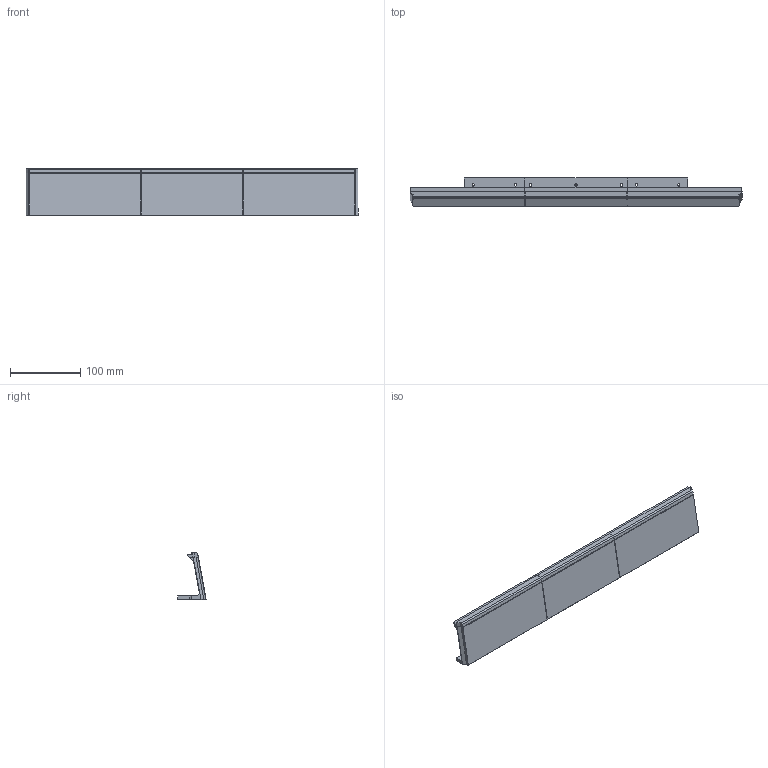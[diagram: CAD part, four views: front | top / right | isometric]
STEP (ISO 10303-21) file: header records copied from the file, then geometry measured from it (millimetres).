
FILE_DESCRIPTION(/* description */ (''),/* implementation_level */ '2;1');
FILE_NAME(/* name */ '350BlankSkirts v2.step',/* time_stamp */ '2021-05-07T01:20:17-07:00',/* author */ (''),/* organization */ (''),/* preprocessor_version */ 'ST-DEVELOPER v18.1',/* originating_system */ 'Autodesk Translation Framework v10.6.0.1341',/* authorisation */ '');
FILE_SCHEMA (('AUTOMOTIVE_DESIGN { 1 0 10303 214 3 1 1 }'));
Length unit declared in the file: millimetre
Products named in the file (9): 350BlankSkirts; 350SideSkirtBlank; SideSkirt; SideSkirtAccent; CenterSkirtBlank; CenterSkirt; CenterSkirtAccent; SideSkirt(Mirror) (2); SideSkirtAccent(Mirror) (2)
Assembly tree (8 placements, depth 4):
  350BlankSkirts
    350SideSkirtBlank
      SideSkirt
      SideSkirtAccent
      CenterSkirtBlank
        CenterSkirt
        CenterSkirtAccent
      SideSkirt(Mirror) (2)
      SideSkirtAccent(Mirror) (2)
Bounding box: 473.19 x 40.11 x 67 mm (x, y, z)
Volume: 331145.8 mm3; surface area: 115693.8 mm2
Topology: 6 solids, 6 shells, 225 faces, 520 edges, 325 vertices
Faces by surface type: plane 165, cone 33, cylinder 27
Full cylindrical faces by diameter (mm): 3.4 x4, 3.6 x3, 4.5 x18
Entity records: 6529 total; most frequent: DIRECTION 1091, CARTESIAN_POINT 1087, ORIENTED_EDGE 1040, EDGE_CURVE 520, LINE 433, VECTOR 433, AXIS2_PLACEMENT_3D 329, VERTEX_POINT 325
